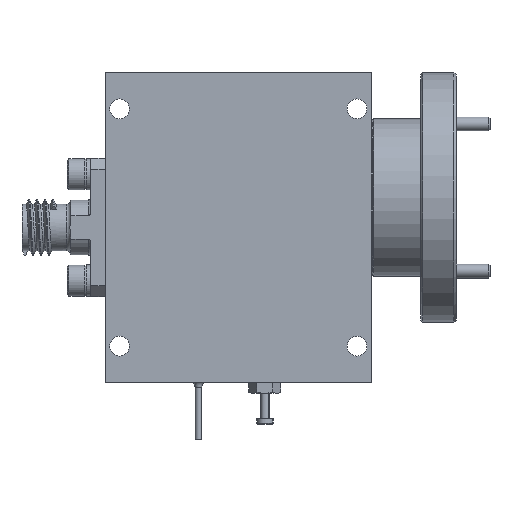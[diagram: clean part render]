
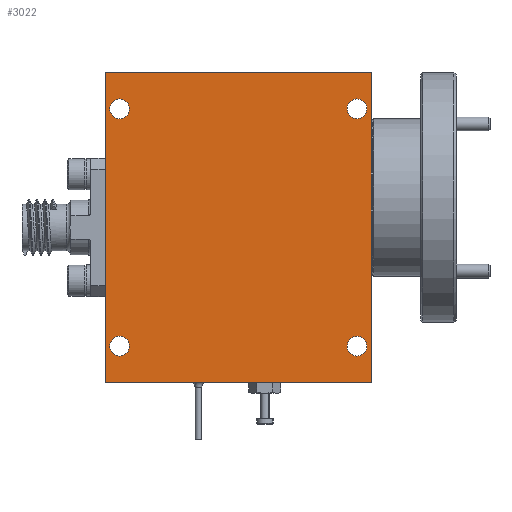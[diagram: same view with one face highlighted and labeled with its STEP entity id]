
A CAD part, front view. The second image highlights one B-rep face of the part: STEP entity #3022.
In plain terms, the highlighted planar face has unit normal (0, -1, 0).
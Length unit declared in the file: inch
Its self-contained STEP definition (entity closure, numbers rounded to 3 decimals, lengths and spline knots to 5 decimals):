
#30 = LINE ( 'NONE', #5276, #9778 ) ;
#81 = DIRECTION ( 'NONE',  ( 0., 0., 1. ) ) ;
#336 = CIRCLE ( 'NONE', #3394, 0.0445 ) ;
#390 = CARTESIAN_POINT ( 'NONE',  ( 0.6, 0., 0.7 ) ) ;
#446 = EDGE_CURVE ( 'NONE', #3213, #716, #8264, .T. ) ;
#654 = DIRECTION ( 'NONE',  ( 1., 0., 0. ) ) ;
#716 = VERTEX_POINT ( 'NONE', #390 ) ;
#824 = AXIS2_PLACEMENT_3D ( 'NONE', #5214, #3744, #6063 ) ;
#834 = CARTESIAN_POINT ( 'NONE',  ( 0.535, 0., -0.535 ) ) ;
#865 = VECTOR ( 'NONE', #654, 39.37008 ) ;
#908 = CIRCLE ( 'NONE', #2034, 0.0445 ) ;
#954 = EDGE_CURVE ( 'NONE', #3212, #3212, #6709, .T. ) ;
#1328 = DIRECTION ( 'NONE',  ( 0., 0., -1. ) ) ;
#1399 = EDGE_CURVE ( 'NONE', #8319, #3213, #30, .T. ) ;
#1432 = PLANE ( 'NONE',  #824 ) ;
#1531 = FACE_BOUND ( 'NONE', #7858, .T. ) ;
#1546 = EDGE_CURVE ( 'NONE', #1795, #1795, #2811, .T. ) ;
#1591 = DIRECTION ( 'NONE',  ( 0., 1., 0. ) ) ;
#1674 = DIRECTION ( 'NONE',  ( -1., 0., 0. ) ) ;
#1795 = VERTEX_POINT ( 'NONE', #7139 ) ;
#1822 = VECTOR ( 'NONE', #1674, 39.37008 ) ;
#2034 = AXIS2_PLACEMENT_3D ( 'NONE', #7876, #3996, #7021 ) ;
#2138 = FACE_BOUND ( 'NONE', #5587, .T. ) ;
#2409 = ORIENTED_EDGE ( 'NONE', *, *, #954, .T. ) ;
#2496 = CARTESIAN_POINT ( 'NONE',  ( 0.6, 0., -0.7 ) ) ;
#2811 = CIRCLE ( 'NONE', #2973, 0.0445 ) ;
#2973 = AXIS2_PLACEMENT_3D ( 'NONE', #5423, #1591, #81 ) ;
#3022 = ADVANCED_FACE ( 'NONE', ( #1531, #2138, #3847, #6771, #5316 ), #1432, .F. ) ;
#3166 = ORIENTED_EDGE ( 'NONE', *, *, #9312, .T. ) ;
#3212 = VERTEX_POINT ( 'NONE', #9504 ) ;
#3213 = VERTEX_POINT ( 'NONE', #4698 ) ;
#3270 = ORIENTED_EDGE ( 'NONE', *, *, #1546, .T. ) ;
#3327 = ORIENTED_EDGE ( 'NONE', *, *, #1399, .F. ) ;
#3394 = AXIS2_PLACEMENT_3D ( 'NONE', #5653, #8183, #8029 ) ;
#3508 = VERTEX_POINT ( 'NONE', #2496 ) ;
#3588 = LINE ( 'NONE', #4353, #9756 ) ;
#3646 = ORIENTED_EDGE ( 'NONE', *, *, #5660, .T. ) ;
#3699 = DIRECTION ( 'NONE',  ( 0., 0., 1. ) ) ;
#3744 = DIRECTION ( 'NONE',  ( 0., 1., 0. ) ) ;
#3847 = FACE_BOUND ( 'NONE', #3932, .T. ) ;
#3932 = EDGE_LOOP ( 'NONE', ( #3270 ) ) ;
#3996 = DIRECTION ( 'NONE',  ( 0., 1., 0. ) ) ;
#4353 = CARTESIAN_POINT ( 'NONE',  ( 0.6, 0., 0.7 ) ) ;
#4698 = CARTESIAN_POINT ( 'NONE',  ( -0.6, 0., 0.7 ) ) ;
#5099 = VERTEX_POINT ( 'NONE', #9539 ) ;
#5214 = CARTESIAN_POINT ( 'NONE',  ( 0., 0., 0. ) ) ;
#5276 = CARTESIAN_POINT ( 'NONE',  ( -0.6, 0., 0.7 ) ) ;
#5316 = FACE_OUTER_BOUND ( 'NONE', #6209, .T. ) ;
#5407 = EDGE_LOOP ( 'NONE', ( #3646 ) ) ;
#5423 = CARTESIAN_POINT ( 'NONE',  ( -0.535, 0., -0.535 ) ) ;
#5483 = EDGE_CURVE ( 'NONE', #3508, #8319, #9385, .T. ) ;
#5587 = EDGE_LOOP ( 'NONE', ( #3166 ) ) ;
#5653 = CARTESIAN_POINT ( 'NONE',  ( 0.535, 0., 0.535 ) ) ;
#5660 = EDGE_CURVE ( 'NONE', #7570, #7570, #336, .T. ) ;
#6063 = DIRECTION ( 'NONE',  ( 0., 0., 1. ) ) ;
#6209 = EDGE_LOOP ( 'NONE', ( #3327, #6377, #7884, #9587 ) ) ;
#6377 = ORIENTED_EDGE ( 'NONE', *, *, #5483, .F. ) ;
#6548 = AXIS2_PLACEMENT_3D ( 'NONE', #834, #7530, #3699 ) ;
#6587 = CARTESIAN_POINT ( 'NONE',  ( -0.6, 0., -0.7 ) ) ;
#6709 = CIRCLE ( 'NONE', #6548, 0.0445 ) ;
#6771 = FACE_BOUND ( 'NONE', #5407, .T. ) ;
#7021 = DIRECTION ( 'NONE',  ( 0., 0., 1. ) ) ;
#7139 = CARTESIAN_POINT ( 'NONE',  ( -0.535, 0., -0.4905 ) ) ;
#7503 = CARTESIAN_POINT ( 'NONE',  ( 0.6, 0., 0.7 ) ) ;
#7530 = DIRECTION ( 'NONE',  ( 0., 1., 0. ) ) ;
#7570 = VERTEX_POINT ( 'NONE', #9089 ) ;
#7583 = DIRECTION ( 'NONE',  ( 0., 0., 1. ) ) ;
#7827 = CARTESIAN_POINT ( 'NONE',  ( 0.6, 0., -0.7 ) ) ;
#7858 = EDGE_LOOP ( 'NONE', ( #2409 ) ) ;
#7876 = CARTESIAN_POINT ( 'NONE',  ( -0.535, 0., 0.535 ) ) ;
#7884 = ORIENTED_EDGE ( 'NONE', *, *, #8980, .F. ) ;
#8029 = DIRECTION ( 'NONE',  ( 0., 0., 1. ) ) ;
#8183 = DIRECTION ( 'NONE',  ( 0., 1., 0. ) ) ;
#8264 = LINE ( 'NONE', #7503, #865 ) ;
#8319 = VERTEX_POINT ( 'NONE', #6587 ) ;
#8980 = EDGE_CURVE ( 'NONE', #716, #3508, #3588, .T. ) ;
#9089 = CARTESIAN_POINT ( 'NONE',  ( 0.535, 0., 0.5795 ) ) ;
#9312 = EDGE_CURVE ( 'NONE', #5099, #5099, #908, .T. ) ;
#9385 = LINE ( 'NONE', #7827, #1822 ) ;
#9504 = CARTESIAN_POINT ( 'NONE',  ( 0.535, 0., -0.4905 ) ) ;
#9539 = CARTESIAN_POINT ( 'NONE',  ( -0.535, 0., 0.5795 ) ) ;
#9587 = ORIENTED_EDGE ( 'NONE', *, *, #446, .F. ) ;
#9756 = VECTOR ( 'NONE', #1328, 39.37008 ) ;
#9778 = VECTOR ( 'NONE', #7583, 39.37008 ) ;
